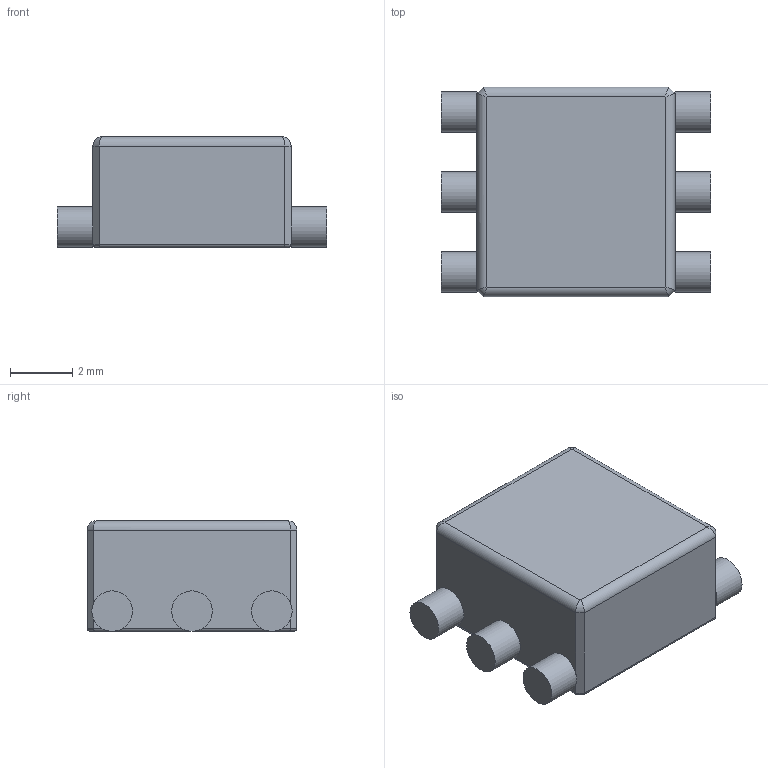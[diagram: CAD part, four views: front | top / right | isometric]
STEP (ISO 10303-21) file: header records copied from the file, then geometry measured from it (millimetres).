
FILE_DESCRIPTION(('FreeCAD Model'),'2;1');
FILE_NAME( 'Midcom_750110056.step', '2015-12-04T21:35:52',('Author'),(''), 'Open CASCADE STEP processor 6.9','FreeCAD','Unknown');
FILE_SCHEMA(('AUTOMOTIVE_DESIGN { 1 0 10303 214 1 1 1 1 }'));
Length unit declared in the file: millimetre
Products named in the file (7): Fillet001; Extrude006; Extrude002; Extrude003; Extrude001; Extrude004; Extrude005
Bounding box: 8.64 x 6.73 x 3.55 mm (x, y, z)
Volume: 160.2 mm3; surface area: 216.1 mm2
Topology: 7 solids, 7 shells, 44 faces, 74 edges, 44 vertices
Faces by surface type: plane 22, cylinder 22
Full cylindrical faces by diameter (mm): 1.3 x6
Entity records: 2302 total; most frequent: CARTESIAN_POINT 567, DIRECTION 308, LINE 150, VECTOR 150, ORIENTED_EDGE 148, PCURVE 148, DEFINITIONAL_REPRESENTATION 148, EDGE_CURVE 74
